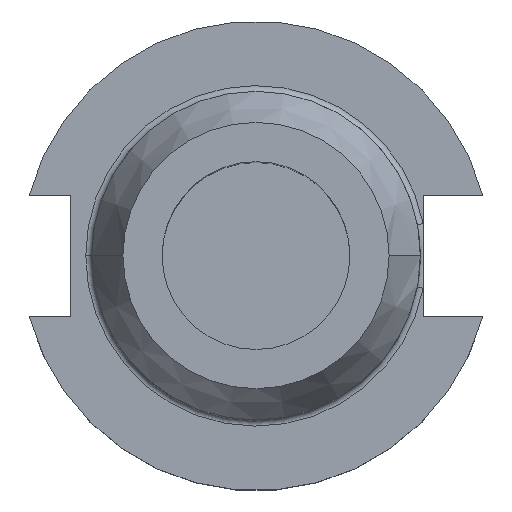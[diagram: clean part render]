
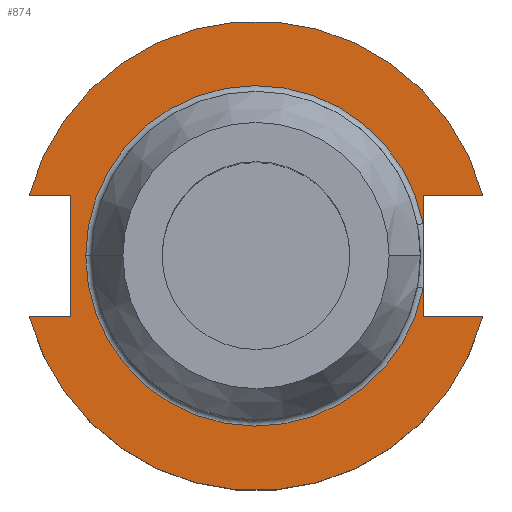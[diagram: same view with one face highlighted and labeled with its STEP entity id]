
A CAD part, top view. The second image highlights one B-rep face of the part: STEP entity #874.
In plain terms, the highlighted planar face has unit normal (0, 0, 1).
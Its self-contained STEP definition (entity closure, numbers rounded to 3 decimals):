
#6 = CARTESIAN_POINT ( 'NONE',  ( -25.091, 8.191, 19.05 ) ) ;
#47 = EDGE_CURVE ( 'NONE', #315, #1447, #1255, .T. ) ;
#74 = CARTESIAN_POINT ( 'NONE',  ( 0., 0., 19.05 ) ) ;
#89 = EDGE_CURVE ( 'NONE', #1373, #1447, #679, .T. ) ;
#171 = DIRECTION ( 'NONE',  ( 1., 0., 0. ) ) ;
#189 = LINE ( 'NONE', #682, #844 ) ;
#207 = VECTOR ( 'NONE', #1589, 1000. ) ;
#219 = VERTEX_POINT ( 'NONE', #1046 ) ;
#242 = AXIS2_PLACEMENT_3D ( 'NONE', #74, #563, #959 ) ;
#245 = CIRCLE ( 'NONE', #1318, 23.025 ) ;
#259 = EDGE_CURVE ( 'NONE', #441, #315, #189, .T. ) ;
#269 = DIRECTION ( 'NONE',  ( 0., -1., 0. ) ) ;
#315 = VERTEX_POINT ( 'NONE', #1203 ) ;
#324 = VECTOR ( 'NONE', #1475, 1000. ) ;
#327 = CARTESIAN_POINT ( 'NONE',  ( 0., 0., 19.05 ) ) ;
#343 = LINE ( 'NONE', #468, #324 ) ;
#380 = VECTOR ( 'NONE', #839, 1000. ) ;
#386 = EDGE_CURVE ( 'NONE', #870, #219, #1295, .T. ) ;
#391 = DIRECTION ( 'NONE',  ( 0., 0., -1. ) ) ;
#401 = EDGE_CURVE ( 'NONE', #1034, #1256, #713, .T. ) ;
#441 = VERTEX_POINT ( 'NONE', #738 ) ;
#450 = LINE ( 'NONE', #1011, #1421 ) ;
#455 = EDGE_CURVE ( 'NONE', #1343, #909, #343, .T. ) ;
#457 = CARTESIAN_POINT ( 'NONE',  ( -30.675, -8.191, 19.05 ) ) ;
#468 = CARTESIAN_POINT ( 'NONE',  ( 0., 8.191, 19.05 ) ) ;
#503 = VERTEX_POINT ( 'NONE', #1249 ) ;
#507 = ORIENTED_EDGE ( 'NONE', *, *, #386, .T. ) ;
#512 = CIRCLE ( 'NONE', #779, 31.75 ) ;
#522 = DIRECTION ( 'NONE',  ( 0., 0., -1. ) ) ;
#563 = DIRECTION ( 'NONE',  ( 0., 0., 1. ) ) ;
#565 = ORIENTED_EDGE ( 'NONE', *, *, #645, .F. ) ;
#573 = LINE ( 'NONE', #721, #207 ) ;
#605 = ORIENTED_EDGE ( 'NONE', *, *, #1150, .T. ) ;
#642 = CARTESIAN_POINT ( 'NONE',  ( -25.091, -8.191, 19.05 ) ) ;
#645 = EDGE_CURVE ( 'NONE', #870, #503, #450, .T. ) ;
#650 = DIRECTION ( 'NONE',  ( -1., 0., 0. ) ) ;
#665 = CARTESIAN_POINT ( 'NONE',  ( 22.606, -8.191, 19.05 ) ) ;
#667 = EDGE_CURVE ( 'NONE', #219, #1034, #245, .T. ) ;
#678 = EDGE_LOOP ( 'NONE', ( #507, #1506, #1029, #811, #1301, #605, #937, #1010, #910, #855, #565 ) ) ;
#679 = LINE ( 'NONE', #1515, #1462 ) ;
#682 = CARTESIAN_POINT ( 'NONE',  ( -61.091, 8.191, 19.05 ) ) ;
#713 = CIRCLE ( 'NONE', #1472, 23.025 ) ;
#721 = CARTESIAN_POINT ( 'NONE',  ( 22.606, 22.225, 19.05 ) ) ;
#738 = CARTESIAN_POINT ( 'NONE',  ( -30.675, 8.191, 19.05 ) ) ;
#739 = CARTESIAN_POINT ( 'NONE',  ( 22.606, 4.373, 19.05 ) ) ;
#779 = AXIS2_PLACEMENT_3D ( 'NONE', #327, #968, #1081 ) ;
#811 = ORIENTED_EDGE ( 'NONE', *, *, #1027, .T. ) ;
#817 = FACE_OUTER_BOUND ( 'NONE', #678, .T. ) ;
#839 = DIRECTION ( 'NONE',  ( 0., 1., 0. ) ) ;
#840 = CARTESIAN_POINT ( 'NONE',  ( -23.025, 0., 19.05 ) ) ;
#844 = VECTOR ( 'NONE', #171, 1000. ) ;
#855 = ORIENTED_EDGE ( 'NONE', *, *, #1147, .T. ) ;
#856 = CARTESIAN_POINT ( 'NONE',  ( 30.675, 8.191, 19.05 ) ) ;
#858 = CIRCLE ( 'NONE', #242, 31.75 ) ;
#870 = VERTEX_POINT ( 'NONE', #665 ) ;
#874 = ADVANCED_FACE ( 'NONE', ( #817 ), #1033, .F. ) ;
#909 = VERTEX_POINT ( 'NONE', #1061 ) ;
#910 = ORIENTED_EDGE ( 'NONE', *, *, #89, .F. ) ;
#937 = ORIENTED_EDGE ( 'NONE', *, *, #259, .T. ) ;
#959 = DIRECTION ( 'NONE',  ( 1., 0., 0. ) ) ;
#968 = DIRECTION ( 'NONE',  ( 0., 0., 1. ) ) ;
#1010 = ORIENTED_EDGE ( 'NONE', *, *, #47, .T. ) ;
#1011 = CARTESIAN_POINT ( 'NONE',  ( 0., -8.191, 19.05 ) ) ;
#1027 = EDGE_CURVE ( 'NONE', #1256, #909, #573, .T. ) ;
#1029 = ORIENTED_EDGE ( 'NONE', *, *, #401, .T. ) ;
#1033 = PLANE ( 'NONE',  #1153 ) ;
#1034 = VERTEX_POINT ( 'NONE', #840 ) ;
#1046 = CARTESIAN_POINT ( 'NONE',  ( 22.606, -4.373, 19.05 ) ) ;
#1061 = CARTESIAN_POINT ( 'NONE',  ( 22.606, 8.191, 19.05 ) ) ;
#1081 = DIRECTION ( 'NONE',  ( 1., 0., 0. ) ) ;
#1086 = DIRECTION ( 'NONE',  ( 0., 0., -1. ) ) ;
#1147 = EDGE_CURVE ( 'NONE', #1373, #503, #858, .T. ) ;
#1150 = EDGE_CURVE ( 'NONE', #1343, #441, #512, .T. ) ;
#1153 = AXIS2_PLACEMENT_3D ( 'NONE', #1289, #522, #650 ) ;
#1155 = CARTESIAN_POINT ( 'NONE',  ( 0., 0., 19.05 ) ) ;
#1203 = CARTESIAN_POINT ( 'NONE',  ( -25.091, 8.191, 19.05 ) ) ;
#1222 = DIRECTION ( 'NONE',  ( -1., 0., 0. ) ) ;
#1249 = CARTESIAN_POINT ( 'NONE',  ( 30.675, -8.191, 19.05 ) ) ;
#1255 = LINE ( 'NONE', #6, #1281 ) ;
#1256 = VERTEX_POINT ( 'NONE', #739 ) ;
#1281 = VECTOR ( 'NONE', #269, 1000. ) ;
#1289 = CARTESIAN_POINT ( 'NONE',  ( 0., 22.225, 19.05 ) ) ;
#1295 = LINE ( 'NONE', #1331, #380 ) ;
#1301 = ORIENTED_EDGE ( 'NONE', *, *, #455, .F. ) ;
#1318 = AXIS2_PLACEMENT_3D ( 'NONE', #1155, #391, #1516 ) ;
#1331 = CARTESIAN_POINT ( 'NONE',  ( 22.606, 22.225, 19.05 ) ) ;
#1343 = VERTEX_POINT ( 'NONE', #856 ) ;
#1373 = VERTEX_POINT ( 'NONE', #457 ) ;
#1381 = DIRECTION ( 'NONE',  ( 1., 0., 0. ) ) ;
#1382 = DIRECTION ( 'NONE',  ( 1., 0., 0. ) ) ;
#1421 = VECTOR ( 'NONE', #1382, 1000. ) ;
#1447 = VERTEX_POINT ( 'NONE', #642 ) ;
#1456 = CARTESIAN_POINT ( 'NONE',  ( 0., 0., 19.05 ) ) ;
#1462 = VECTOR ( 'NONE', #1381, 1000. ) ;
#1472 = AXIS2_PLACEMENT_3D ( 'NONE', #1456, #1086, #1222 ) ;
#1475 = DIRECTION ( 'NONE',  ( -1., 0., 0. ) ) ;
#1506 = ORIENTED_EDGE ( 'NONE', *, *, #667, .T. ) ;
#1515 = CARTESIAN_POINT ( 'NONE',  ( -61.091, -8.191, 19.05 ) ) ;
#1516 = DIRECTION ( 'NONE',  ( -1., 0., 0. ) ) ;
#1589 = DIRECTION ( 'NONE',  ( 0., 1., 0. ) ) ;
